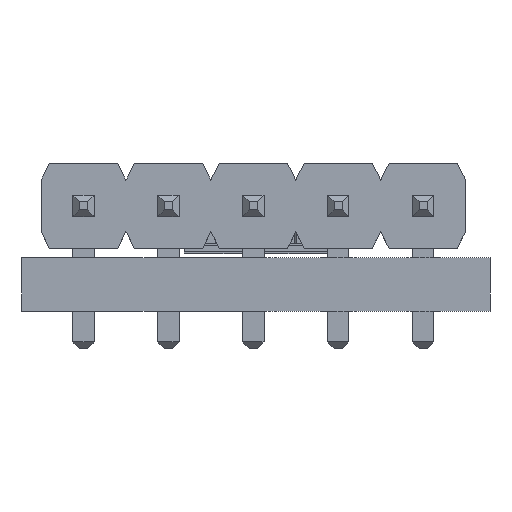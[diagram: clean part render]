
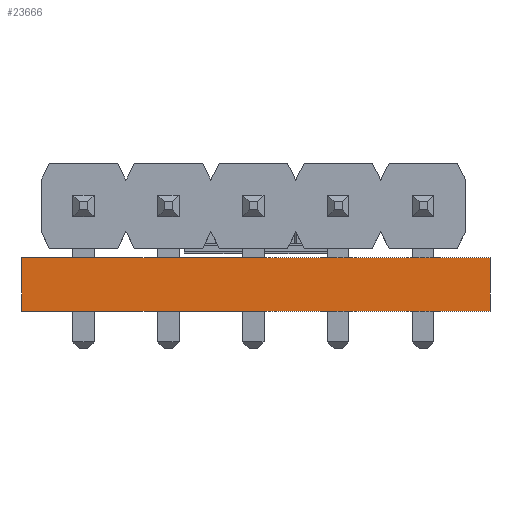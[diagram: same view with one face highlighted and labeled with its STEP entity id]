
A CAD part, front view. The second image highlights one B-rep face of the part: STEP entity #23666.
In plain terms, the highlighted planar face has unit normal (0, -1, 0).
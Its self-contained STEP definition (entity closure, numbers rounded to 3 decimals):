
#23666 = ADVANCED_FACE('',(#23667),#23681,.F.);
#23667 = FACE_BOUND('',#23668,.F.);
#23668 = EDGE_LOOP('',(#23669,#23704,#23732,#23760));
#23669 = ORIENTED_EDGE('',*,*,#23670,.T.);
#23670 = EDGE_CURVE('',#23671,#23673,#23675,.T.);
#23671 = VERTEX_POINT('',#23672);
#23672 = CARTESIAN_POINT('',(-6.9,-0.,0.));
#23673 = VERTEX_POINT('',#23674);
#23674 = CARTESIAN_POINT('',(-6.9,0.,1.6));
#23675 = SURFACE_CURVE('',#23676,(#23680,#23692),.PCURVE_S1.);
#23676 = LINE('',#23677,#23678);
#23677 = CARTESIAN_POINT('',(-6.9,-0.,0.));
#23678 = VECTOR('',#23679,1.);
#23679 = DIRECTION('',(0.,0.,1.));
#23680 = PCURVE('',#23681,#23686);
#23681 = PLANE('',#23682);
#23682 = AXIS2_PLACEMENT_3D('',#23683,#23684,#23685);
#23683 = CARTESIAN_POINT('',(-6.9,0.,0.));
#23684 = DIRECTION('',(0.,1.,0.));
#23685 = DIRECTION('',(1.,0.,0.));
#23686 = DEFINITIONAL_REPRESENTATION('',(#23687),#23691);
#23687 = LINE('',#23688,#23689);
#23688 = CARTESIAN_POINT('',(0.,0.));
#23689 = VECTOR('',#23690,1.);
#23690 = DIRECTION('',(0.,-1.));
#23691 = ( GEOMETRIC_REPRESENTATION_CONTEXT(2) 
PARAMETRIC_REPRESENTATION_CONTEXT() REPRESENTATION_CONTEXT('2D SPACE',''
  ) );
#23692 = PCURVE('',#23693,#23698);
#23693 = PLANE('',#23694);
#23694 = AXIS2_PLACEMENT_3D('',#23695,#23696,#23697);
#23695 = CARTESIAN_POINT('',(-6.9,9.,0.));
#23696 = DIRECTION('',(1.,0.,-0.));
#23697 = DIRECTION('',(0.,-1.,0.));
#23698 = DEFINITIONAL_REPRESENTATION('',(#23699),#23703);
#23699 = LINE('',#23700,#23701);
#23700 = CARTESIAN_POINT('',(9.,0.));
#23701 = VECTOR('',#23702,1.);
#23702 = DIRECTION('',(0.,-1.));
#23703 = ( GEOMETRIC_REPRESENTATION_CONTEXT(2) 
PARAMETRIC_REPRESENTATION_CONTEXT() REPRESENTATION_CONTEXT('2D SPACE',''
  ) );
#23704 = ORIENTED_EDGE('',*,*,#23705,.T.);
#23705 = EDGE_CURVE('',#23673,#23706,#23708,.T.);
#23706 = VERTEX_POINT('',#23707);
#23707 = CARTESIAN_POINT('',(7.1,0.,1.6));
#23708 = SURFACE_CURVE('',#23709,(#23713,#23720),.PCURVE_S1.);
#23709 = LINE('',#23710,#23711);
#23710 = CARTESIAN_POINT('',(-6.9,0.,1.6));
#23711 = VECTOR('',#23712,1.);
#23712 = DIRECTION('',(1.,0.,0.));
#23713 = PCURVE('',#23681,#23714);
#23714 = DEFINITIONAL_REPRESENTATION('',(#23715),#23719);
#23715 = LINE('',#23716,#23717);
#23716 = CARTESIAN_POINT('',(0.,-1.6));
#23717 = VECTOR('',#23718,1.);
#23718 = DIRECTION('',(1.,0.));
#23719 = ( GEOMETRIC_REPRESENTATION_CONTEXT(2) 
PARAMETRIC_REPRESENTATION_CONTEXT() REPRESENTATION_CONTEXT('2D SPACE',''
  ) );
#23720 = PCURVE('',#23721,#23726);
#23721 = PLANE('',#23722);
#23722 = AXIS2_PLACEMENT_3D('',#23723,#23724,#23725);
#23723 = CARTESIAN_POINT('',(0.1,4.5,1.6));
#23724 = DIRECTION('',(0.,0.,1.));
#23725 = DIRECTION('',(1.,0.,-0.));
#23726 = DEFINITIONAL_REPRESENTATION('',(#23727),#23731);
#23727 = LINE('',#23728,#23729);
#23728 = CARTESIAN_POINT('',(-7.,-4.5));
#23729 = VECTOR('',#23730,1.);
#23730 = DIRECTION('',(1.,0.));
#23731 = ( GEOMETRIC_REPRESENTATION_CONTEXT(2) 
PARAMETRIC_REPRESENTATION_CONTEXT() REPRESENTATION_CONTEXT('2D SPACE',''
  ) );
#23732 = ORIENTED_EDGE('',*,*,#23733,.F.);
#23733 = EDGE_CURVE('',#23734,#23706,#23736,.T.);
#23734 = VERTEX_POINT('',#23735);
#23735 = CARTESIAN_POINT('',(7.1,-0.,0.));
#23736 = SURFACE_CURVE('',#23737,(#23741,#23748),.PCURVE_S1.);
#23737 = LINE('',#23738,#23739);
#23738 = CARTESIAN_POINT('',(7.1,-0.,0.));
#23739 = VECTOR('',#23740,1.);
#23740 = DIRECTION('',(0.,0.,1.));
#23741 = PCURVE('',#23681,#23742);
#23742 = DEFINITIONAL_REPRESENTATION('',(#23743),#23747);
#23743 = LINE('',#23744,#23745);
#23744 = CARTESIAN_POINT('',(14.,0.));
#23745 = VECTOR('',#23746,1.);
#23746 = DIRECTION('',(0.,-1.));
#23747 = ( GEOMETRIC_REPRESENTATION_CONTEXT(2) 
PARAMETRIC_REPRESENTATION_CONTEXT() REPRESENTATION_CONTEXT('2D SPACE',''
  ) );
#23748 = PCURVE('',#23749,#23754);
#23749 = PLANE('',#23750);
#23750 = AXIS2_PLACEMENT_3D('',#23751,#23752,#23753);
#23751 = CARTESIAN_POINT('',(7.1,0.,0.));
#23752 = DIRECTION('',(-1.,0.,0.));
#23753 = DIRECTION('',(0.,1.,0.));
#23754 = DEFINITIONAL_REPRESENTATION('',(#23755),#23759);
#23755 = LINE('',#23756,#23757);
#23756 = CARTESIAN_POINT('',(0.,0.));
#23757 = VECTOR('',#23758,1.);
#23758 = DIRECTION('',(0.,-1.));
#23759 = ( GEOMETRIC_REPRESENTATION_CONTEXT(2) 
PARAMETRIC_REPRESENTATION_CONTEXT() REPRESENTATION_CONTEXT('2D SPACE',''
  ) );
#23760 = ORIENTED_EDGE('',*,*,#23761,.F.);
#23761 = EDGE_CURVE('',#23671,#23734,#23762,.T.);
#23762 = SURFACE_CURVE('',#23763,(#23767,#23774),.PCURVE_S1.);
#23763 = LINE('',#23764,#23765);
#23764 = CARTESIAN_POINT('',(-6.9,-0.,0.));
#23765 = VECTOR('',#23766,1.);
#23766 = DIRECTION('',(1.,0.,0.));
#23767 = PCURVE('',#23681,#23768);
#23768 = DEFINITIONAL_REPRESENTATION('',(#23769),#23773);
#23769 = LINE('',#23770,#23771);
#23770 = CARTESIAN_POINT('',(0.,0.));
#23771 = VECTOR('',#23772,1.);
#23772 = DIRECTION('',(1.,0.));
#23773 = ( GEOMETRIC_REPRESENTATION_CONTEXT(2) 
PARAMETRIC_REPRESENTATION_CONTEXT() REPRESENTATION_CONTEXT('2D SPACE',''
  ) );
#23774 = PCURVE('',#23775,#23780);
#23775 = PLANE('',#23776);
#23776 = AXIS2_PLACEMENT_3D('',#23777,#23778,#23779);
#23777 = CARTESIAN_POINT('',(0.1,4.5,0.));
#23778 = DIRECTION('',(0.,0.,1.));
#23779 = DIRECTION('',(1.,0.,-0.));
#23780 = DEFINITIONAL_REPRESENTATION('',(#23781),#23785);
#23781 = LINE('',#23782,#23783);
#23782 = CARTESIAN_POINT('',(-7.,-4.5));
#23783 = VECTOR('',#23784,1.);
#23784 = DIRECTION('',(1.,0.));
#23785 = ( GEOMETRIC_REPRESENTATION_CONTEXT(2) 
PARAMETRIC_REPRESENTATION_CONTEXT() REPRESENTATION_CONTEXT('2D SPACE',''
  ) );
